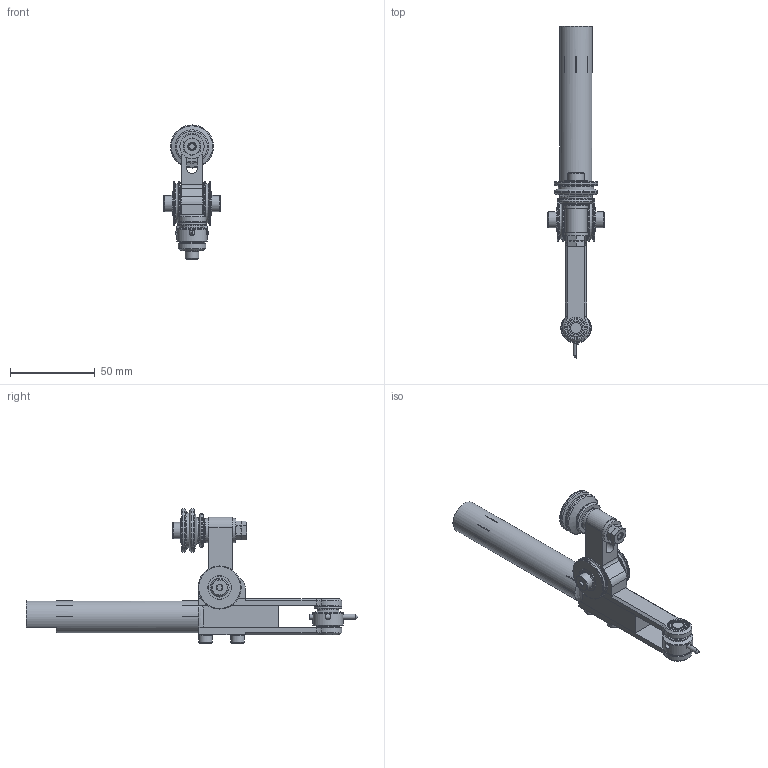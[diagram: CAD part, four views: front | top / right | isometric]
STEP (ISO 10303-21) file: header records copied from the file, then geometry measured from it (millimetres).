
FILE_DESCRIPTION(/* description */ (''),/* implementation_level */ '2;1');
FILE_NAME(/* name */ 'UCF_SlottedTower.step',/* time_stamp */ '2020-09-18T12:55:33-07:00',/* author */ (''),/* organization */ (''),/* preprocessor_version */ 'ST-DEVELOPER v18.1',/* originating_system */ 'Autodesk Translation Framework v9.3.0.1241',/* authorisation */ '');
FILE_SCHEMA (('AUTOMOTIVE_DESIGN { 1 0 10303 214 3 1 1 }'));
Length unit declared in the file: inch
Products named in the file (26): UCF_SlottedTower; UCF_CutterMount_0.75; CutterMount; CutterHead_FR188ZZ_Alternate; Head; Cutter; 91375A190; FR188_ZZC; UCF_MainArm; Pulley Assembly; Tower; Tower_1; LowerPulley; PulleyAssembly; LowerPulley_1; PulleyAssembly_1; Pulley; 94035A177; 93985A544; 97022A213; 90618A129; DoublePulley; Spacer; FR188_ZZ; 91841A195; 91251A248
Assembly tree (39 placements, depth 5):
  UCF_SlottedTower
    UCF_CutterMount_0.75
      CutterMount  x2
    CutterHead_FR188ZZ_Alternate
      Head
      97022A213  x2
      Cutter
      91375A190
      FR188_ZZC  x2
    UCF_MainArm
    Pulley Assembly
      Tower
        Tower_1
      LowerPulley
        PulleyAssembly
          Pulley
          FR188_ZZ
          97022A213
          94035A177
      LowerPulley_1
        PulleyAssembly_1
          Pulley
          FR188_ZZ
          97022A213
          94035A177
      93985A544
      90618A129  x2
      97022A213
      FR188_ZZ  x2
      DoublePulley
      Spacer
      91841A195  x2
      91251A248  x2
Bounding box: 33.02 x 195.6 x 78.99 mm (x, y, z)
Volume: 67503.7 mm3; surface area: 39035.2 mm2
Topology: 31 solids, 31 shells, 892 faces, 2213 edges, 1442 vertices
Faces by surface type: cylinder 309, plane 270, cone 140, sphere 108, torus 46, bspline 19
Full cylindrical faces by diameter (mm): 3.134 x7, 3.175 x3, 3.416 x1, 3.451 x38, 3.683 x3, 3.795 x22, 3.797 x3, 4.166 x5, 4.826 x60, 4.978 x6, 6.35 x19, 7.849 x6, 7.925 x2, 7.927 x12, 8.814 x6, 9.525 x9, 10.236 x6, 11.192 x18, 12.7 x11, 12.703 x1, 13.891 x6, 14.275 x2, 14.986 x1, 17.78 x1, 19.05 x1, 19.643 x1, 20.828 x1, 25.4 x6
Entity records: 27525 total; most frequent: CARTESIAN_POINT 15118, ORIENTED_EDGE 2470, DIRECTION 2335, EDGE_CURVE 1235, AXIS2_PLACEMENT_3D 955, VERTEX_POINT 800, EDGE_LOOP 637, FACE_OUTER_BOUND 499
